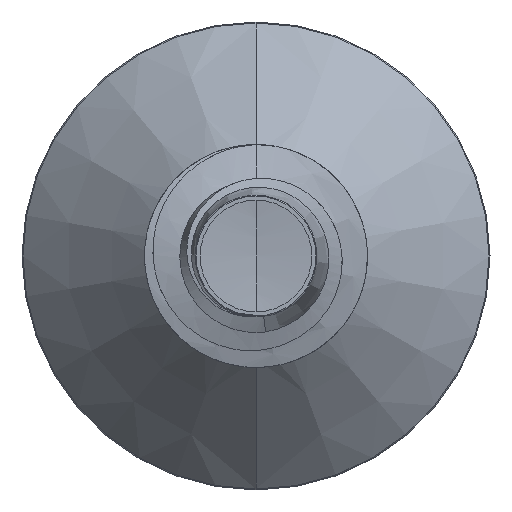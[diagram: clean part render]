
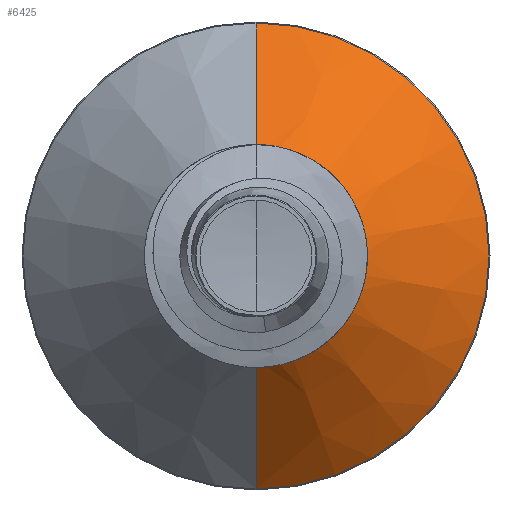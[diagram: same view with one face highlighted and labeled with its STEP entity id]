
A CAD part, front view. The second image highlights one B-rep face of the part: STEP entity #6425.
In plain terms, the highlighted conical face has half-angle 45 degrees and reference radius 1.857 mm.
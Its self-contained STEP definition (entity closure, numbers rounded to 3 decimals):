
#969 = EDGE_CURVE ( 'NONE', #13111, #13773, #18149, .T. ) ;
#980 = VERTEX_POINT ( 'NONE', #13899 ) ;
#1014 = EDGE_CURVE ( 'NONE', #13111, #5194, #7769, .T. ) ;
#1061 = CONICAL_SURFACE ( 'NONE', #13882, 1.857, 0.785 ) ;
#1370 = DIRECTION ( 'NONE',  ( 0., 0., 1. ) ) ;
#1376 = DIRECTION ( 'NONE',  ( 0., 1., 0. ) ) ;
#1405 = CARTESIAN_POINT ( 'NONE',  ( 0., 14.282, 0. ) ) ;
#1613 = FACE_OUTER_BOUND ( 'NONE', #18821, .T. ) ;
#1798 = CARTESIAN_POINT ( 'NONE',  ( 0., 14.282, 4.182 ) ) ;
#1946 = EDGE_CURVE ( 'NONE', #13773, #980, #3606, .T. ) ;
#3169 = ORIENTED_EDGE ( 'NONE', *, *, #15939, .F. ) ;
#3606 = LINE ( 'NONE', #16836, #7495 ) ;
#3651 = DIRECTION ( 'NONE',  ( 0., 1., 0. ) ) ;
#3670 = DIRECTION ( 'NONE',  ( 0., 0., 1. ) ) ;
#3805 = CARTESIAN_POINT ( 'NONE',  ( 0., 11.957, 0. ) ) ;
#5194 = VERTEX_POINT ( 'NONE', #1798 ) ;
#6425 = ADVANCED_FACE ( 'NONE', ( #1613 ), #1061, .T. ) ;
#7161 = CARTESIAN_POINT ( 'NONE',  ( 0., 11.957, 1.857 ) ) ;
#7495 = VECTOR ( 'NONE', #16785, 1000. ) ;
#7769 = LINE ( 'NONE', #13350, #15698 ) ;
#9465 = AXIS2_PLACEMENT_3D ( 'NONE', #13618, #10406, #10743 ) ;
#10406 = DIRECTION ( 'NONE',  ( 0., 1., 0. ) ) ;
#10743 = DIRECTION ( 'NONE',  ( 0., 0., 1. ) ) ;
#10926 = DIRECTION ( 'NONE',  ( 0., 0.707, 0.707 ) ) ;
#11408 = CARTESIAN_POINT ( 'NONE',  ( 0., 11.957, -1.857 ) ) ;
#11888 = ORIENTED_EDGE ( 'NONE', *, *, #969, .T. ) ;
#13111 = VERTEX_POINT ( 'NONE', #7161 ) ;
#13350 = CARTESIAN_POINT ( 'NONE',  ( 0., 11.957, 1.857 ) ) ;
#13558 = ORIENTED_EDGE ( 'NONE', *, *, #1946, .T. ) ;
#13618 = CARTESIAN_POINT ( 'NONE',  ( 0., 11.957, 0. ) ) ;
#13773 = VERTEX_POINT ( 'NONE', #11408 ) ;
#13882 = AXIS2_PLACEMENT_3D ( 'NONE', #3805, #3651, #3670 ) ;
#13899 = CARTESIAN_POINT ( 'NONE',  ( 0., 14.282, -4.182 ) ) ;
#15444 = CIRCLE ( 'NONE', #16181, 4.182 ) ;
#15698 = VECTOR ( 'NONE', #10926, 1000. ) ;
#15939 = EDGE_CURVE ( 'NONE', #5194, #980, #15444, .T. ) ;
#16181 = AXIS2_PLACEMENT_3D ( 'NONE', #1405, #1376, #1370 ) ;
#16785 = DIRECTION ( 'NONE',  ( 0., 0.707, -0.707 ) ) ;
#16836 = CARTESIAN_POINT ( 'NONE',  ( 0., 11.957, -1.857 ) ) ;
#18009 = ORIENTED_EDGE ( 'NONE', *, *, #1014, .F. ) ;
#18149 = CIRCLE ( 'NONE', #9465, 1.857 ) ;
#18821 = EDGE_LOOP ( 'NONE', ( #11888, #13558, #3169, #18009 ) ) ;
